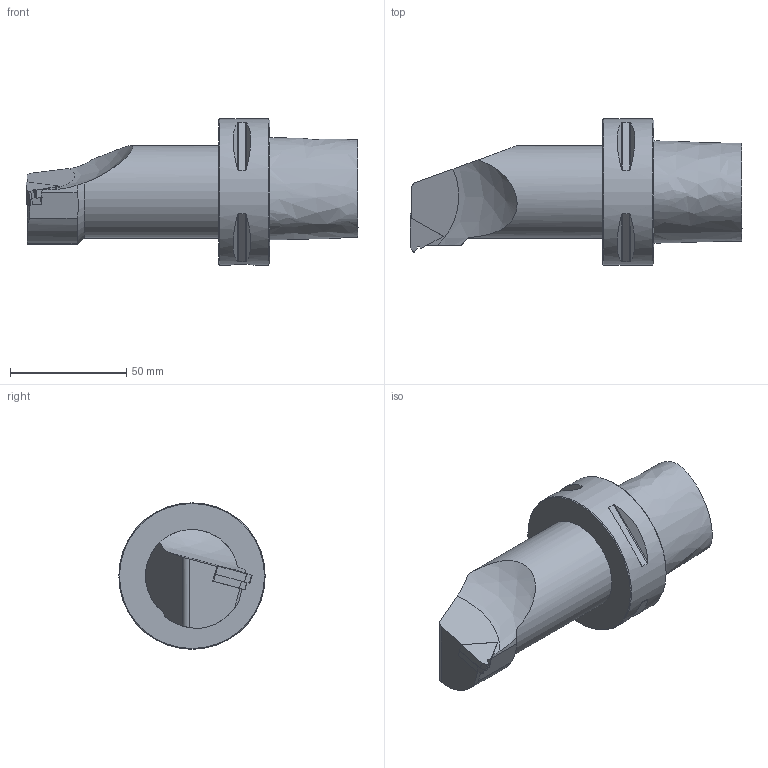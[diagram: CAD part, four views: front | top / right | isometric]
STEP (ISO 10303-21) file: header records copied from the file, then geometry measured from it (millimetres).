
FILE_DESCRIPTION(/* description */ (''),/* implementation_level */ '2;1');
FILE_NAME(/* name */ 'AC6 TIR 27105 16 H.stp',/* time_stamp */ '2024-12-09T10:07:56+03:00',/* author */ (''),/* organization */ (''),/* preprocessor_version */ 'ST-DEVELOPER v19.4',/* originating_system */ 'SIEMENS PLM Software NX2306.9102',/* authorisation */ '');
FILE_SCHEMA (('AUTOMOTIVE_DESIGN { 1 0 10303 214 3 1 1 1 }'));
Length unit declared in the file: millimetre
Products named in the file (1): AC6 TIR 27105 16 H-Light Step-Dxf_objects
Bounding box: 143 x 63 x 63 mm (x, y, z)
Volume: 207057.7 mm3; surface area: 25706.1 mm2
Topology: 2 solids, 2 shells, 75 faces, 188 edges, 123 vertices
Faces by surface type: plane 43, cylinder 23, cone 5, bspline 3, torus 1
Full cylindrical faces by diameter (mm): 4 x1, 10 x1, 40 x1, 63 x1
Entity records: 3998 total; most frequent: CARTESIAN_POINT 2173, ORIENTED_EDGE 342, DIRECTION 329, EDGE_CURVE 171, VERTEX_POINT 118, AXIS2_PLACEMENT_3D 116, LINE 97, VECTOR 97
